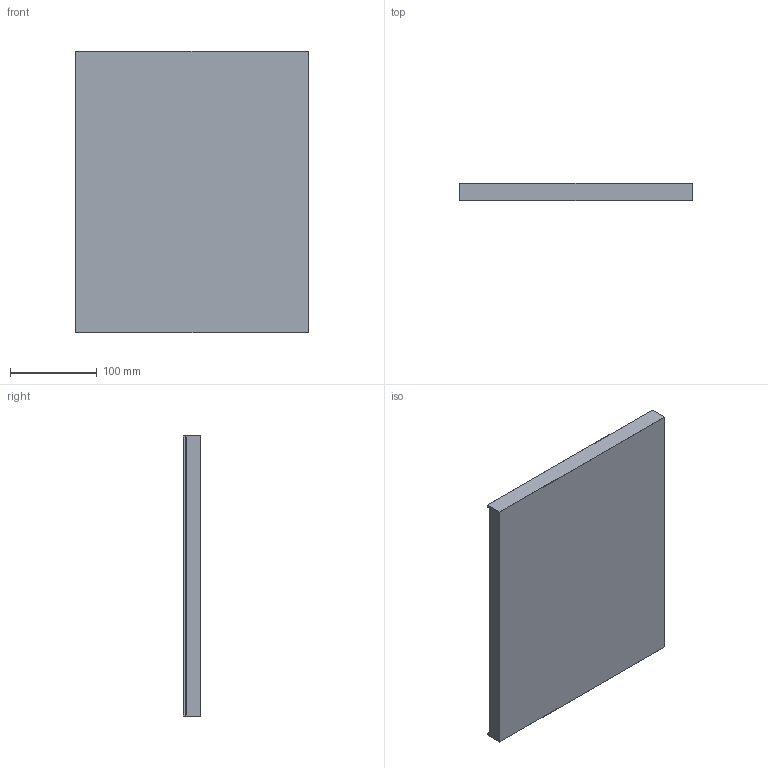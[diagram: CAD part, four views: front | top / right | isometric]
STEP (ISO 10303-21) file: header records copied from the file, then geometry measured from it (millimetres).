
FILE_DESCRIPTION(/* description */ (''),/* implementation_level */ '2;1');
FILE_NAME(/* name */ '03.MP.JW.01.stp',/* time_stamp */ '2023-08-30T17:54:58+02:00',/* author */ ('pszcz'),/* organization */ (''),/* preprocessor_version */ 'ST-DEVELOPER v19.2',/* originating_system */ 'Autodesk Inventor 2024',/* authorisation */ '');
FILE_SCHEMA (('AUTOMOTIVE_DESIGN { 1 0 10303 214 3 1 1 }'));
Length unit declared in the file: millimetre
Products named in the file (1): 03.MP.JW.01
Bounding box: 268 x 20 x 324 mm (x, y, z)
Volume: 311582.1 mm3; surface area: 390620.8 mm2
Topology: 1 solids, 1 shells, 2050 faces, 4319 edges, 2329 vertices
Faces by surface type: cylinder 997, plane 389, sphere 336, torus 326, bspline 2
Entity records: 53796 total; most frequent: DIRECTION 10732, CARTESIAN_POINT 8752, ORIENTED_EDGE 8628, AXIS2_PLACEMENT_3D 4369, EDGE_CURVE 4314, VERTEX_POINT 2320, CIRCLE 2316, EDGE_LOOP 2104
